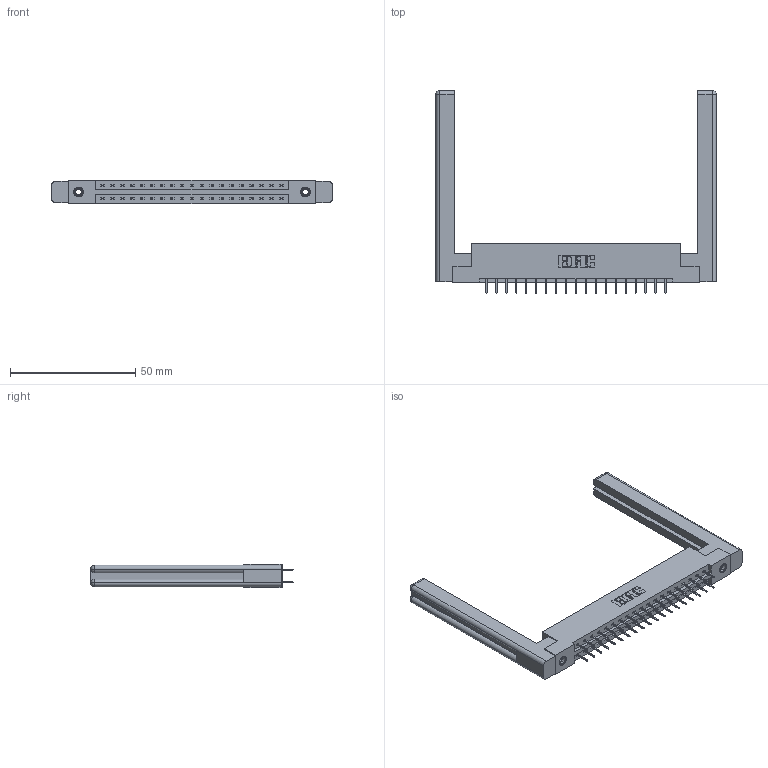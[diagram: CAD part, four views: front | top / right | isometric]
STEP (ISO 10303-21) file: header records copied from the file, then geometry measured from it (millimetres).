
FILE_DESCRIPTION (( 'STEP AP203' ), '1' );
FILE_NAME ('387-038-524-258.STEP', '2019-10-17T21:11:30', ( '' ), ( '' ), 'SwSTEP 2.0', 'SolidWorks 2016', '' );
FILE_SCHEMA (( 'CONFIG_CONTROL_DESIGN' ));
Length unit declared in the file: inch
Products named in the file (5): 345-250-001_345-250-001-102; 345-292-001_345-293-124; 307-220-058; 387-038-524-258; 337 Part_Flush Mounting Lugs - 0.156 Dia-TI
Assembly tree (43 placements, depth 2):
  387-038-524-258
    337 Part_Flush Mounting Lugs - 0.156 Dia-TI
    345-292-001_345-293-124  x38
    345-250-001_345-250-001-102  x2
    307-220-058  x2
Bounding box: 111.91 x 80.78 x 9.4 mm (x, y, z)
Volume: 18572.9 mm3; surface area: 17567.5 mm2
Topology: 43 solids, 43 shells, 2460 faces, 6935 edges, 4458 vertices
Faces by surface type: plane 1826, cylinder 610, cone 12, torus 12
Entity records: 20414 total; most frequent: CARTESIAN_POINT 3465, ORIENTED_EDGE 3340, DIRECTION 3006, EDGE_CURVE 1670, LINE 1498, VECTOR 1498, VERTEX_POINT 1102, AXIS2_PLACEMENT_3D 754
